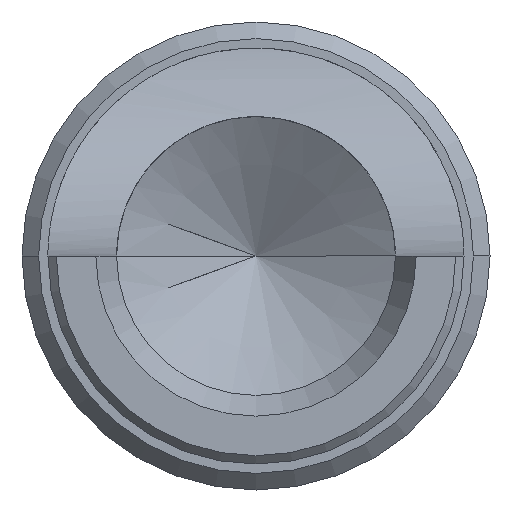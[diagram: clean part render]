
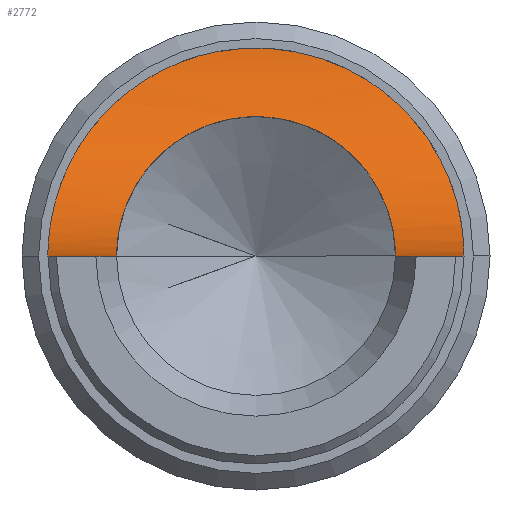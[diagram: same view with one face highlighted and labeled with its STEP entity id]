
A CAD part, front view. The second image highlights one B-rep face of the part: STEP entity #2772.
In plain terms, the highlighted cylindrical face has radius 1.587 mm (diameter 3.175 mm), a partial arc.
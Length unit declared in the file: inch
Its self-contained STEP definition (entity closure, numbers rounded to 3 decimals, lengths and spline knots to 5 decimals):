
#102 = CARTESIAN_POINT ( 'NONE',  ( -0.0335, 0.05493, 0. ) ) ;
#117 = CARTESIAN_POINT ( 'NONE',  ( -0.01389, 0.10158, 0.03069 ) ) ;
#134 = CARTESIAN_POINT ( 'NONE',  ( 0.03356, 0.06207, 0.00125 ) ) ;
#243 = CARTESIAN_POINT ( 'NONE',  ( -0.00934, 0.10888, 0.04934 ) ) ;
#257 = CARTESIAN_POINT ( 'NONE',  ( -0.05, 0.04776, 0. ) ) ;
#283 = CARTESIAN_POINT ( 'NONE',  ( 0.0335, 0.04776, 0. ) ) ;
#462 = CARTESIAN_POINT ( 'NONE',  ( -0.00362, 0.10312, 0.03349 ) ) ;
#477 = CARTESIAN_POINT ( 'NONE',  ( 0.0335, 0.04776, 0. ) ) ;
#535 = CARTESIAN_POINT ( 'NONE',  ( 0.05, 0.04776, 0. ) ) ;
#569 = CARTESIAN_POINT ( 'NONE',  ( 0.04994, 0.0663, 0.00263 ) ) ;
#581 = CARTESIAN_POINT ( 'NONE',  ( -0.0227, 0.10776, 0.04479 ) ) ;
#784 = CARTESIAN_POINT ( 'NONE',  ( -0.03318, 0.07203, 0.00479 ) ) ;
#796 = CARTESIAN_POINT ( 'NONE',  ( 0.0071, 0.10284, 0.03293 ) ) ;
#869 = VERTEX_POINT ( 'NONE', #2435 ) ;
#903 = CARTESIAN_POINT ( 'NONE',  ( 0.04909, 0.08342, 0.01033 ) ) ;
#918 = CARTESIAN_POINT ( 'NONE',  ( -0.03406, 0.10488, 0.03687 ) ) ;
#1091 = DIRECTION ( 'NONE',  ( -1., 0., 0. ) ) ;
#1115 = CARTESIAN_POINT ( 'NONE',  ( -0.03211, 0.0814, 0.00971 ) ) ;
#1136 = CARTESIAN_POINT ( 'NONE',  ( 0.01691, 0.10065, 0.02911 ) ) ;
#1170 = DIRECTION ( 'NONE',  ( -1., 0., 0. ) ) ;
#1242 = CARTESIAN_POINT ( 'NONE',  ( 0.04246, 0.09917, 0.02668 ) ) ;
#1255 = CARTESIAN_POINT ( 'NONE',  ( -0.04235, 0.09929, 0.02686 ) ) ;
#1394 = ORIENTED_EDGE ( 'NONE', *, *, #3935, .T. ) ;
#1450 = ORIENTED_EDGE ( 'NONE', *, *, #3424, .T. ) ;
#1459 = CARTESIAN_POINT ( 'NONE',  ( -0.02952, 0.08968, 0.01601 ) ) ;
#1475 = CARTESIAN_POINT ( 'NONE',  ( 0.02455, 0.09627, 0.02297 ) ) ;
#1586 = CARTESIAN_POINT ( 'NONE',  ( 0.03425, 0.1048, 0.03669 ) ) ;
#1597 = CARTESIAN_POINT ( 'NONE',  ( -0.0472, 0.09061, 0.01676 ) ) ;
#1764 = VERTEX_POINT ( 'NONE', #283 ) ;
#1774 = CARTESIAN_POINT ( 'NONE',  ( 0.05, 0.04776, 0.0625 ) ) ;
#1795 = CARTESIAN_POINT ( 'NONE',  ( -0.0246, 0.09624, 0.02293 ) ) ;
#1808 = CARTESIAN_POINT ( 'NONE',  ( 0.0295, 0.08972, 0.01605 ) ) ;
#1869 = B_SPLINE_CURVE_WITH_KNOTS ( 'NONE', 3,
 ( #535, #1907, #2565, #569, #2918, #903, #3292, #1242, #3621, #1586, #3919, #1923, #4251, #2280, #243, #2577, #581, #2938, #918, #3305, #1255, #3634, #1597, #3931, #1942, #4264, #2291, #257 ),
 .UNSPECIFIED., .F., .F.,
 ( 4, 2, 2, 2, 2, 2, 2, 2, 2, 2, 2, 2, 2, 4 ),
 ( 0., 0.00036, 0.00071, 0.00143, 0.00178, 0.00214, 0.00285, 0.00321, 0.00356, 0.00392, 0.00428, 0.00463, 0.00499, 0.0057 ),
 .UNSPECIFIED. ) ;
#1907 = CARTESIAN_POINT ( 'NONE',  ( 0.05, 0.05251, 0. ) ) ;
#1923 = CARTESIAN_POINT ( 'NONE',  ( 0.01899, 0.10858, 0.04717 ) ) ;
#1942 = CARTESIAN_POINT ( 'NONE',  ( -0.04934, 0.07939, 0.00839 ) ) ;
#2065 = AXIS2_PLACEMENT_3D ( 'NONE', #1774, #1091, #3490 ) ;
#2141 = CARTESIAN_POINT ( 'NONE',  ( -0.01697, 0.10062, 0.02907 ) ) ;
#2162 = CARTESIAN_POINT ( 'NONE',  ( 0.03304, 0.07542, 0.00601 ) ) ;
#2233 = CARTESIAN_POINT ( 'NONE',  ( -0.0335, 0.04776, 0. ) ) ;
#2280 = CARTESIAN_POINT ( 'NONE',  ( -0.00458, 0.109, 0.05001 ) ) ;
#2291 = CARTESIAN_POINT ( 'NONE',  ( -0.05, 0.05726, 0. ) ) ;
#2310 = VECTOR ( 'NONE', #2954, 39.37008 ) ;
#2323 = CARTESIAN_POINT ( 'NONE',  ( -0.05, 0.04776, 0. ) ) ;
#2405 = LINE ( 'NONE', #2837, #3735 ) ;
#2435 = CARTESIAN_POINT ( 'NONE',  ( 0.05, 0.04776, 0. ) ) ;
#2457 = CARTESIAN_POINT ( 'NONE',  ( -0.0335, 0.04776, 0. ) ) ;
#2466 = CARTESIAN_POINT ( 'NONE',  ( -0.0072, 0.10283, 0.03291 ) ) ;
#2482 = CARTESIAN_POINT ( 'NONE',  ( 0.0335, 0.05493, 0. ) ) ;
#2537 = VERTEX_POINT ( 'NONE', #2323 ) ;
#2565 = CARTESIAN_POINT ( 'NONE',  ( 0.05001, 0.05716, 0.00053 ) ) ;
#2577 = CARTESIAN_POINT ( 'NONE',  ( -0.01833, 0.10826, 0.04675 ) ) ;
#2597 = CARTESIAN_POINT ( 'NONE',  ( 0.05, 0.04776, 0. ) ) ;
#2772 = ADVANCED_FACE ( 'NONE', ( #3103 ), #4267, .F. ) ;
#2784 = CARTESIAN_POINT ( 'NONE',  ( -0.03356, 0.06191, 0.0012 ) ) ;
#2802 = CARTESIAN_POINT ( 'NONE',  ( 0.00352, 0.10313, 0.03351 ) ) ;
#2837 = CARTESIAN_POINT ( 'NONE',  ( 0.05, 0.04776, 0. ) ) ;
#2918 = CARTESIAN_POINT ( 'NONE',  ( 0.04986, 0.07081, 0.00422 ) ) ;
#2938 = CARTESIAN_POINT ( 'NONE',  ( -0.03051, 0.10608, 0.03988 ) ) ;
#2954 = DIRECTION ( 'NONE',  ( -1., 0., 0. ) ) ;
#3103 = FACE_OUTER_BOUND ( 'NONE', #3134, .T. ) ;
#3134 = EDGE_LOOP ( 'NONE', ( #1450, #3852, #1394, #3742 ) ) ;
#3152 = CARTESIAN_POINT ( 'NONE',  ( -0.03296, 0.07526, 0.00626 ) ) ;
#3173 = CARTESIAN_POINT ( 'NONE',  ( 0.01378, 0.1016, 0.03074 ) ) ;
#3292 = CARTESIAN_POINT ( 'NONE',  ( 0.04785, 0.09091, 0.01644 ) ) ;
#3305 = CARTESIAN_POINT ( 'NONE',  ( -0.03996, 0.10149, 0.03037 ) ) ;
#3424 = EDGE_CURVE ( 'NONE', #3886, #1764, #3760, .T. ) ;
#3484 = EDGE_CURVE ( 'NONE', #869, #1764, #2405, .T. ) ;
#3490 = DIRECTION ( 'NONE',  ( 0., 0., 1. ) ) ;
#3509 = EDGE_CURVE ( 'NONE', #3886, #2537, #4174, .T. ) ;
#3510 = CARTESIAN_POINT ( 'NONE',  ( -0.03147, 0.08435, 0.01171 ) ) ;
#3526 = CARTESIAN_POINT ( 'NONE',  ( 0.02227, 0.098, 0.02524 ) ) ;
#3621 = CARTESIAN_POINT ( 'NONE',  ( 0.04012, 0.10137, 0.03016 ) ) ;
#3634 = CARTESIAN_POINT ( 'NONE',  ( -0.04597, 0.09384, 0.02005 ) ) ;
#3735 = VECTOR ( 'NONE', #1170, 39.37008 ) ;
#3742 = ORIENTED_EDGE ( 'NONE', *, *, #3509, .F. ) ;
#3760 = B_SPLINE_CURVE_WITH_KNOTS ( 'NONE', 3,
 ( #2457, #102, #2784, #784, #3152, #1115, #3510, #1459, #3810, #1795, #4143, #2141, #117, #2466, #462, #2802, #796, #3173, #1136, #3526, #1475, #3828, #1808, #4152, #2162, #134, #2482, #477 ),
 .UNSPECIFIED., .F., .F.,
 ( 4, 2, 2, 2, 2, 2, 2, 2, 2, 2, 2, 2, 2, 4 ),
 ( 0., 0.00054, 0.00081, 0.00108, 0.00135, 0.00162, 0.00189, 0.00215, 0.00242, 0.00269, 0.00296, 0.00323, 0.00377, 0.00431 ),
 .UNSPECIFIED. ) ;
#3810 = CARTESIAN_POINT ( 'NONE',  ( -0.02819, 0.0921, 0.01834 ) ) ;
#3828 = CARTESIAN_POINT ( 'NONE',  ( 0.02815, 0.09216, 0.0184 ) ) ;
#3852 = ORIENTED_EDGE ( 'NONE', *, *, #3484, .F. ) ;
#3886 = VERTEX_POINT ( 'NONE', #2233 ) ;
#3919 = CARTESIAN_POINT ( 'NONE',  ( 0.03074, 0.10602, 0.03971 ) ) ;
#3931 = CARTESIAN_POINT ( 'NONE',  ( -0.04889, 0.08337, 0.01092 ) ) ;
#3935 = EDGE_CURVE ( 'NONE', #869, #2537, #1869, .T. ) ;
#4143 = CARTESIAN_POINT ( 'NONE',  ( -0.02234, 0.09795, 0.02518 ) ) ;
#4152 = CARTESIAN_POINT ( 'NONE',  ( 0.03244, 0.08175, 0.00961 ) ) ;
#4174 = LINE ( 'NONE', #2597, #2310 ) ;
#4251 = CARTESIAN_POINT ( 'NONE',  ( 0.00952, 0.109, 0.04998 ) ) ;
#4264 = CARTESIAN_POINT ( 'NONE',  ( -0.05013, 0.06663, 0.00217 ) ) ;
#4267 = CYLINDRICAL_SURFACE ( 'NONE', #2065, 0.0625 ) ;
